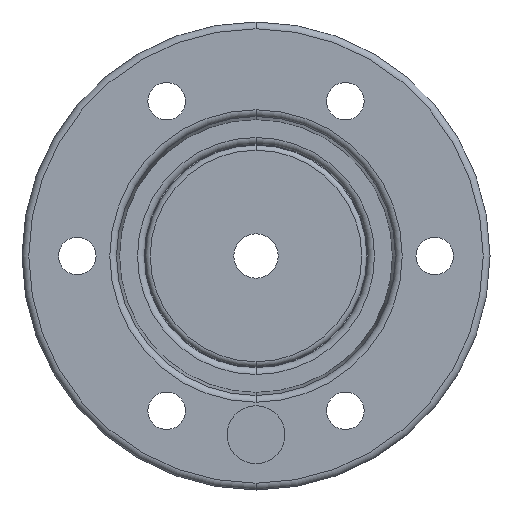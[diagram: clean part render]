
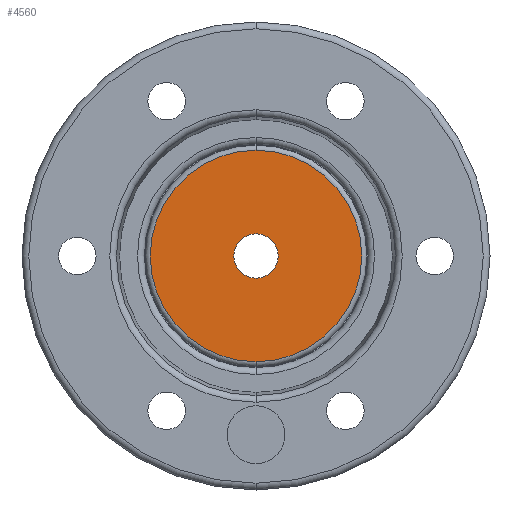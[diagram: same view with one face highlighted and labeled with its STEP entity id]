
A CAD part, front view. The second image highlights one B-rep face of the part: STEP entity #4560.
In plain terms, the highlighted planar face has unit normal (0, -1, 0).
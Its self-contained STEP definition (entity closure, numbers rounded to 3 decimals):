
#312 = DIRECTION ( 'NONE',  ( 0., -1., 0. ) ) ;
#364 = CARTESIAN_POINT ( 'NONE',  ( 0., -25., 0. ) ) ;
#439 = AXIS2_PLACEMENT_3D ( 'NONE', #4023, #1210, #4489 ) ;
#546 = CARTESIAN_POINT ( 'NONE',  ( 0., -25., 0. ) ) ;
#878 = CARTESIAN_POINT ( 'NONE',  ( 0., -25., -6.5 ) ) ;
#888 = CARTESIAN_POINT ( 'NONE',  ( 0., -25., 6.5 ) ) ;
#894 = CARTESIAN_POINT ( 'NONE',  ( 0., -25., 0. ) ) ;
#1018 = DIRECTION ( 'NONE',  ( 0., 0., -1. ) ) ;
#1059 = ORIENTED_EDGE ( 'NONE', *, *, #4029, .T. ) ;
#1084 = EDGE_CURVE ( 'NONE', #4153, #4130, #5476, .T. ) ;
#1184 = CIRCLE ( 'NONE', #3302, 31. ) ;
#1210 = DIRECTION ( 'NONE',  ( 0., 1., 0. ) ) ;
#1218 = AXIS2_PLACEMENT_3D ( 'NONE', #3103, #312, #3573 ) ;
#1224 = AXIS2_PLACEMENT_3D ( 'NONE', #364, #5438, #3628 ) ;
#1354 = DIRECTION ( 'NONE',  ( 0., 0., -1. ) ) ;
#2066 = CARTESIAN_POINT ( 'NONE',  ( 0., -25., -31. ) ) ;
#2259 = CIRCLE ( 'NONE', #4229, 31. ) ;
#2849 = ORIENTED_EDGE ( 'NONE', *, *, #4642, .T. ) ;
#2881 = ORIENTED_EDGE ( 'NONE', *, *, #1084, .T. ) ;
#2889 = FACE_OUTER_BOUND ( 'NONE', #4551, .T. ) ;
#2954 = VERTEX_POINT ( 'NONE', #3347 ) ;
#3103 = CARTESIAN_POINT ( 'NONE',  ( -32.5, -25., 0. ) ) ;
#3302 = AXIS2_PLACEMENT_3D ( 'NONE', #894, #4162, #1354 ) ;
#3347 = CARTESIAN_POINT ( 'NONE',  ( 0., -25., 31. ) ) ;
#3419 = CIRCLE ( 'NONE', #439, 6.5 ) ;
#3573 = DIRECTION ( 'NONE',  ( 0., 0., -1. ) ) ;
#3605 = EDGE_CURVE ( 'NONE', #2954, #4554, #2259, .T. ) ;
#3628 = DIRECTION ( 'NONE',  ( 0., 0., 1. ) ) ;
#3819 = DIRECTION ( 'NONE',  ( 0., -1., 0. ) ) ;
#4023 = CARTESIAN_POINT ( 'NONE',  ( 0., -25., 0. ) ) ;
#4029 = EDGE_CURVE ( 'NONE', #4130, #4153, #3419, .T. ) ;
#4130 = VERTEX_POINT ( 'NONE', #888 ) ;
#4153 = VERTEX_POINT ( 'NONE', #878 ) ;
#4162 = DIRECTION ( 'NONE',  ( 0., -1., 0. ) ) ;
#4229 = AXIS2_PLACEMENT_3D ( 'NONE', #546, #3819, #1018 ) ;
#4489 = DIRECTION ( 'NONE',  ( 0., 0., 1. ) ) ;
#4551 = EDGE_LOOP ( 'NONE', ( #2849, #5899 ) ) ;
#4554 = VERTEX_POINT ( 'NONE', #2066 ) ;
#4560 = ADVANCED_FACE ( 'NONE', ( #2889, #5194 ), #5289, .T. ) ;
#4642 = EDGE_CURVE ( 'NONE', #4554, #2954, #1184, .T. ) ;
#4928 = EDGE_LOOP ( 'NONE', ( #1059, #2881 ) ) ;
#5194 = FACE_BOUND ( 'NONE', #4928, .T. ) ;
#5289 = PLANE ( 'NONE',  #1218 ) ;
#5438 = DIRECTION ( 'NONE',  ( 0., 1., 0. ) ) ;
#5476 = CIRCLE ( 'NONE', #1224, 6.5 ) ;
#5899 = ORIENTED_EDGE ( 'NONE', *, *, #3605, .T. ) ;
